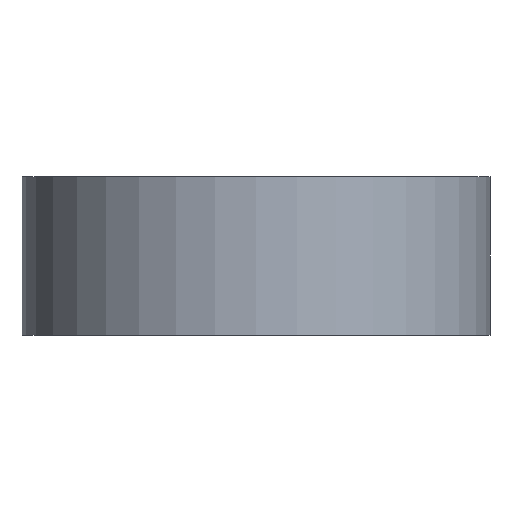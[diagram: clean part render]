
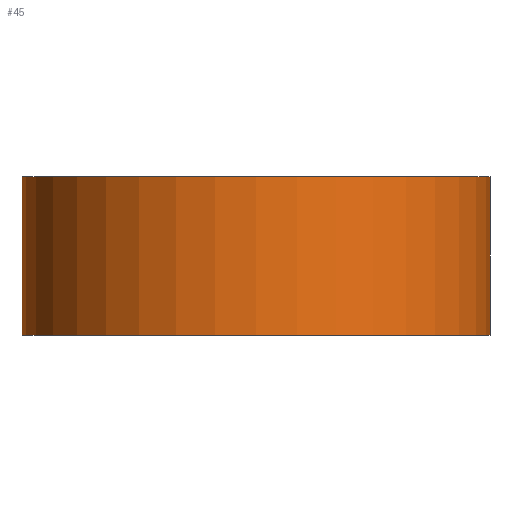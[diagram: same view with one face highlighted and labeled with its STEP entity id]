
A CAD part, front view. The second image highlights one B-rep face of the part: STEP entity #45.
In plain terms, the highlighted cylindrical face has radius 4.6 mm (diameter 9.2 mm), a full revolution.
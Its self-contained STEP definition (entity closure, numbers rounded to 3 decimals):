
#32 = EDGE_CURVE('',#33,#33,#35,.T.);
#33 = VERTEX_POINT('',#34);
#34 = CARTESIAN_POINT('',(-2.3,-3.984,3.125));
#35 = CIRCLE('',#36,4.6);
#36 = AXIS2_PLACEMENT_3D('',#37,#38,#39);
#37 = CARTESIAN_POINT('',(0.,0.,3.125)
  );
#38 = DIRECTION('',(0.,0.,-1.));
#39 = DIRECTION('',(-0.5,-0.866,0.));
#45 = ADVANCED_FACE('',(#46),#65,.T.);
#46 = FACE_BOUND('',#47,.T.);
#47 = EDGE_LOOP('',(#48,#49,#57,#64));
#48 = ORIENTED_EDGE('',*,*,#32,.T.);
#49 = ORIENTED_EDGE('',*,*,#50,.T.);
#50 = EDGE_CURVE('',#33,#51,#53,.T.);
#51 = VERTEX_POINT('',#52);
#52 = CARTESIAN_POINT('',(-2.3,-3.984,0.));
#53 = LINE('',#54,#55);
#54 = CARTESIAN_POINT('',(-2.3,-3.984,3.125));
#55 = VECTOR('',#56,1.);
#56 = DIRECTION('',(0.,0.,-1.));
#57 = ORIENTED_EDGE('',*,*,#58,.F.);
#58 = EDGE_CURVE('',#51,#51,#59,.T.);
#59 = CIRCLE('',#60,4.6);
#60 = AXIS2_PLACEMENT_3D('',#61,#62,#63);
#61 = CARTESIAN_POINT('',(0.,0.,0.));
#62 = DIRECTION('',(0.,0.,-1.));
#63 = DIRECTION('',(-0.5,-0.866,0.));
#64 = ORIENTED_EDGE('',*,*,#50,.F.);
#65 = CYLINDRICAL_SURFACE('',#66,4.6);
#66 = AXIS2_PLACEMENT_3D('',#67,#68,#69);
#67 = CARTESIAN_POINT('',(0.,0.,3.125)
  );
#68 = DIRECTION('',(0.,0.,-1.));
#69 = DIRECTION('',(-0.5,-0.866,0.));
